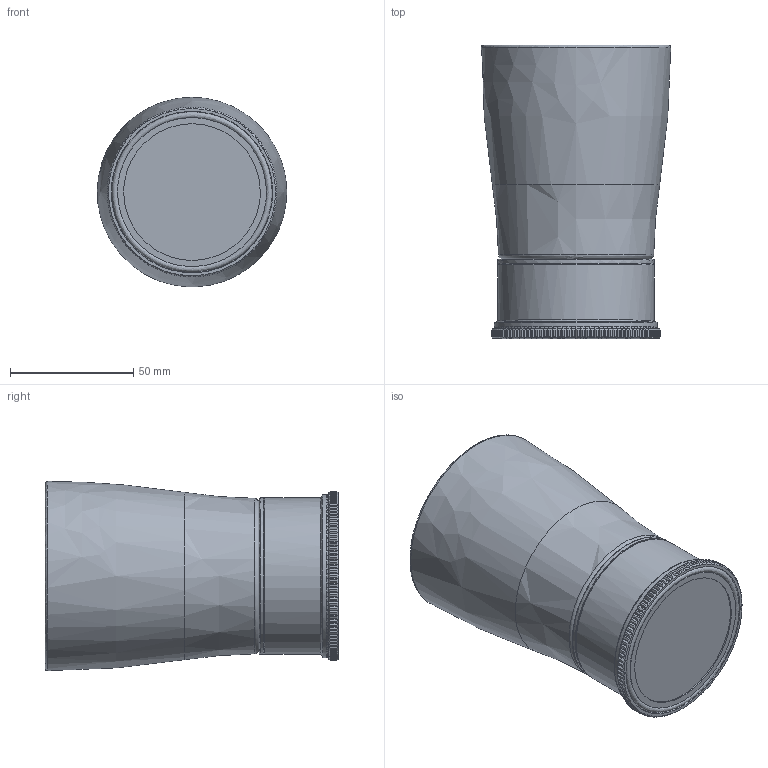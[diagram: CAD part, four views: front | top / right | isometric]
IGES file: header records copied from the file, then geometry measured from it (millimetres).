
Global section: file name: N6665; native system: Autodesk Inventor 2014; preprocessor: unknown; author: adaniels; date: 20140320.105911; units: millimetre
Bounding box: 76.99 x 119.3 x 76.92 mm (x, y, z)
Volume: 106642 mm3; surface area: 82796.5 mm2
Topology: 4 solids, 4 shells, 752 faces, 1687 edges, 953 vertices
Faces by surface type: bspline 752
